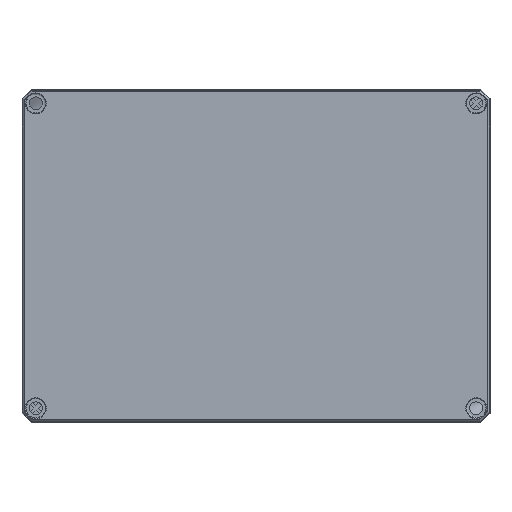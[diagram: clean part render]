
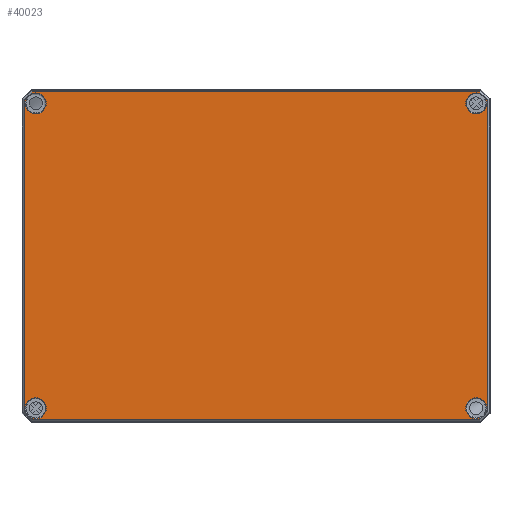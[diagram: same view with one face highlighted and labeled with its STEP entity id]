
A CAD part, top view. The second image highlights one B-rep face of the part: STEP entity #40023.
In plain terms, the highlighted planar face has unit normal (0, 0, 1).
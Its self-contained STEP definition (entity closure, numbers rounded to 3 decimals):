
#2552=FACE_BOUND('',#14097,.T.);
#2553=FACE_BOUND('',#14098,.T.);
#2554=FACE_BOUND('',#14099,.T.);
#2555=FACE_BOUND('',#14100,.T.);
#4996=LINE('',#72491,#8071);
#4997=LINE('',#72493,#8072);
#4998=LINE('',#72495,#8073);
#4999=LINE('',#72497,#8074);
#5000=LINE('',#72499,#8075);
#5001=LINE('',#72501,#8076);
#5002=LINE('',#72503,#8077);
#5003=LINE('',#72504,#8078);
#8071=VECTOR('',#51546,10.);
#8072=VECTOR('',#51547,10.);
#8073=VECTOR('',#51548,10.);
#8074=VECTOR('',#51549,10.);
#8075=VECTOR('',#51550,10.);
#8076=VECTOR('',#51551,10.);
#8077=VECTOR('',#51552,10.);
#8078=VECTOR('',#51553,10.);
#9477=PLANE('',#43141);
#11453=FACE_OUTER_BOUND('',#14096,.T.);
#14096=EDGE_LOOP('',(#34826,#34827,#34828,#34829,#34830,#34831,#34832,#34833));
#14097=EDGE_LOOP('',(#34834,#34835));
#14098=EDGE_LOOP('',(#34836,#34837));
#14099=EDGE_LOOP('',(#34838));
#14100=EDGE_LOOP('',(#34839));
#15788=CIRCLE('',#43136,5.672);
#15792=CIRCLE('',#43142,5.672);
#15793=CIRCLE('',#43143,5.672);
#15794=CIRCLE('',#43144,5.672);
#15795=CIRCLE('',#43145,5.672);
#15796=CIRCLE('',#43146,5.672);
#19306=VERTEX_POINT('',#72479);
#19309=VERTEX_POINT('',#72489);
#19310=VERTEX_POINT('',#72490);
#19311=VERTEX_POINT('',#72492);
#19312=VERTEX_POINT('',#72494);
#19313=VERTEX_POINT('',#72496);
#19314=VERTEX_POINT('',#72498);
#19315=VERTEX_POINT('',#72500);
#19316=VERTEX_POINT('',#72502);
#19317=VERTEX_POINT('',#72505);
#19318=VERTEX_POINT('',#72506);
#19319=VERTEX_POINT('',#72509);
#19320=VERTEX_POINT('',#72510);
#19321=VERTEX_POINT('',#72513);
#24568=EDGE_CURVE('',#19306,#19306,#15788,.T.);
#24573=EDGE_CURVE('',#19309,#19310,#4996,.T.);
#24574=EDGE_CURVE('',#19311,#19309,#4997,.T.);
#24575=EDGE_CURVE('',#19312,#19311,#4998,.T.);
#24576=EDGE_CURVE('',#19313,#19312,#4999,.T.);
#24577=EDGE_CURVE('',#19314,#19313,#5000,.T.);
#24578=EDGE_CURVE('',#19315,#19314,#5001,.T.);
#24579=EDGE_CURVE('',#19316,#19315,#5002,.T.);
#24580=EDGE_CURVE('',#19310,#19316,#5003,.T.);
#24581=EDGE_CURVE('',#19317,#19318,#15792,.T.);
#24582=EDGE_CURVE('',#19318,#19317,#15793,.T.);
#24583=EDGE_CURVE('',#19319,#19320,#15794,.T.);
#24584=EDGE_CURVE('',#19320,#19319,#15795,.T.);
#24585=EDGE_CURVE('',#19321,#19321,#15796,.T.);
#34826=ORIENTED_EDGE('',*,*,#24573,.F.);
#34827=ORIENTED_EDGE('',*,*,#24574,.F.);
#34828=ORIENTED_EDGE('',*,*,#24575,.F.);
#34829=ORIENTED_EDGE('',*,*,#24576,.F.);
#34830=ORIENTED_EDGE('',*,*,#24577,.F.);
#34831=ORIENTED_EDGE('',*,*,#24578,.F.);
#34832=ORIENTED_EDGE('',*,*,#24579,.F.);
#34833=ORIENTED_EDGE('',*,*,#24580,.F.);
#34834=ORIENTED_EDGE('',*,*,#24581,.F.);
#34835=ORIENTED_EDGE('',*,*,#24582,.F.);
#34836=ORIENTED_EDGE('',*,*,#24583,.F.);
#34837=ORIENTED_EDGE('',*,*,#24584,.F.);
#34838=ORIENTED_EDGE('',*,*,#24585,.F.);
#34839=ORIENTED_EDGE('',*,*,#24568,.F.);
#40023=ADVANCED_FACE('',(#11453,#2552,#2553,#2554,#2555),#9477,.T.);
#43136=AXIS2_PLACEMENT_3D('',#72480,#51533,#51534);
#43141=AXIS2_PLACEMENT_3D('',#72488,#51544,#51545);
#43142=AXIS2_PLACEMENT_3D('',#72507,#51554,#51555);
#43143=AXIS2_PLACEMENT_3D('',#72508,#51556,#51557);
#43144=AXIS2_PLACEMENT_3D('',#72511,#51558,#51559);
#43145=AXIS2_PLACEMENT_3D('',#72512,#51560,#51561);
#43146=AXIS2_PLACEMENT_3D('',#72514,#51562,#51563);
#51533=DIRECTION('center_axis',(0.,0.,1.));
#51534=DIRECTION('ref_axis',(-1.,0.,0.));
#51544=DIRECTION('center_axis',(0.,0.,1.));
#51545=DIRECTION('ref_axis',(1.,0.,0.));
#51546=DIRECTION('',(0.707,-0.707,0.));
#51547=DIRECTION('',(1.,0.,0.));
#51548=DIRECTION('',(0.707,0.707,0.));
#51549=DIRECTION('',(0.,1.,0.));
#51550=DIRECTION('',(-0.707,0.707,0.));
#51551=DIRECTION('',(-1.,0.,0.));
#51552=DIRECTION('',(-0.707,-0.707,0.));
#51553=DIRECTION('',(0.,-1.,0.));
#51554=DIRECTION('center_axis',(0.,0.,1.));
#51555=DIRECTION('ref_axis',(1.,0.,0.));
#51556=DIRECTION('center_axis',(0.,0.,1.));
#51557=DIRECTION('ref_axis',(1.,0.,0.));
#51558=DIRECTION('center_axis',(0.,0.,1.));
#51559=DIRECTION('ref_axis',(1.,0.,0.));
#51560=DIRECTION('center_axis',(0.,0.,1.));
#51561=DIRECTION('ref_axis',(1.,0.,0.));
#51562=DIRECTION('center_axis',(0.,0.,1.));
#51563=DIRECTION('ref_axis',(-1.,0.,0.));
#72479=CARTESIAN_POINT('',(-113.828,82.75,39.));
#72480=CARTESIAN_POINT('Origin',(-119.5,82.75,39.));
#72488=CARTESIAN_POINT('Origin',(0.,0.,
39.));
#72489=CARTESIAN_POINT('',(121.445,88.91,39.));
#72490=CARTESIAN_POINT('',(125.66,84.695,39.));
#72491=CARTESIAN_POINT('',(113.115,97.24,39.));
#72492=CARTESIAN_POINT('',(-121.445,88.91,39.));
#72493=CARTESIAN_POINT('',(-61.,88.91,39.));
#72494=CARTESIAN_POINT('',(-125.66,84.695,39.));
#72495=CARTESIAN_POINT('',(-115.615,94.74,39.));
#72496=CARTESIAN_POINT('',(-125.66,-84.695,39.));
#72497=CARTESIAN_POINT('',(-125.66,-42.625,39.));
#72498=CARTESIAN_POINT('',(-121.445,-88.91,39.));
#72499=CARTESIAN_POINT('',(-113.115,-97.24,39.));
#72500=CARTESIAN_POINT('',(121.445,-88.91,39.));
#72501=CARTESIAN_POINT('',(61.,-88.91,39.));
#72502=CARTESIAN_POINT('',(125.66,-84.695,39.));
#72503=CARTESIAN_POINT('',(115.615,-94.74,39.));
#72504=CARTESIAN_POINT('',(125.66,42.625,39.));
#72505=CARTESIAN_POINT('',(113.828,82.75,39.));
#72506=CARTESIAN_POINT('',(125.172,82.75,39.));
#72507=CARTESIAN_POINT('Origin',(119.5,82.75,39.));
#72508=CARTESIAN_POINT('Origin',(119.5,82.75,39.));
#72509=CARTESIAN_POINT('',(113.828,-82.75,39.));
#72510=CARTESIAN_POINT('',(125.172,-82.75,39.));
#72511=CARTESIAN_POINT('Origin',(119.5,-82.75,39.));
#72512=CARTESIAN_POINT('Origin',(119.5,-82.75,39.));
#72513=CARTESIAN_POINT('',(-113.828,-82.75,39.));
#72514=CARTESIAN_POINT('Origin',(-119.5,-82.75,39.));
